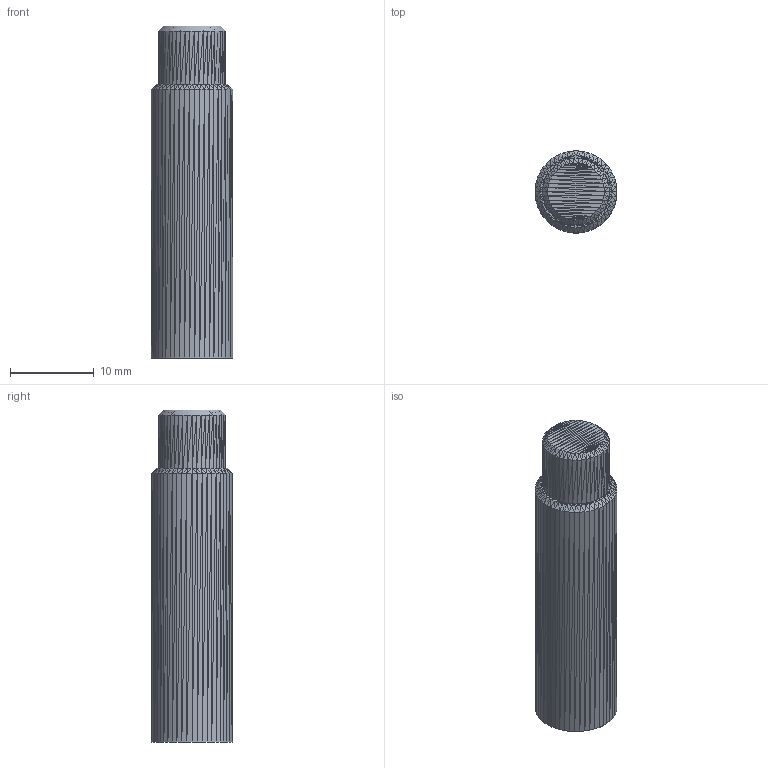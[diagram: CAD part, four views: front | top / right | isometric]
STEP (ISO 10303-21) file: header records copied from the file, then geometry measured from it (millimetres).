
FILE_DESCRIPTION((''),'2;1');
FILE_NAME('Arm Axle 1', '2026-01-31T14:29:20', (''), (''), 'ImageToStl.com STEP Converter','', '');
FILE_SCHEMA(('AUTOMOTIVE_DESIGN_CC2'));
Length unit declared in the file: metre
Products named in the file (1): product0
Bounding box: 9.8 x 9.78 x 39.75 mm (x, y, z)
Surface area: 1313.3 mm2 (no closed solid volume)
Topology: 0 solids, 560 shells, 560 faces, 1680 edges, 282 vertices
Faces by surface type: plane 560
Entity records: 12912 total; most frequent: DIRECTION 2802, ORIENTED_EDGE 1680, EDGE_CURVE 1680, LINE 1680, VECTOR 1680, AXIS2_PLACEMENT_3D 561, FACE_SURFACE 560, PLANE 560
